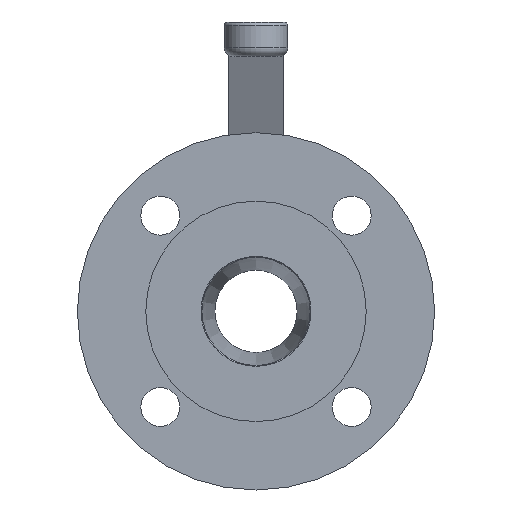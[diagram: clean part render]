
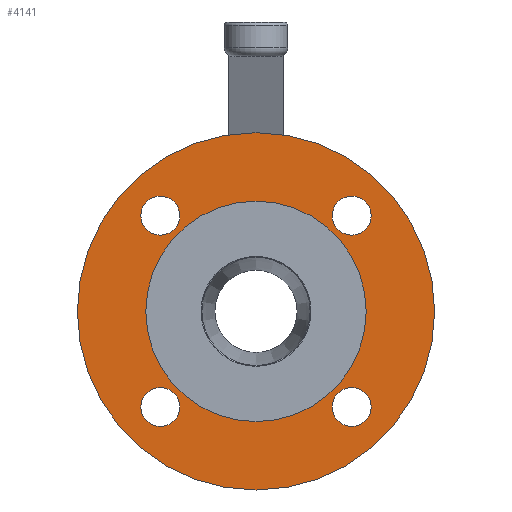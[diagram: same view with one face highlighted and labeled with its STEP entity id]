
A CAD part, front view. The second image highlights one B-rep face of the part: STEP entity #4141.
In plain terms, the highlighted planar face has unit normal (0, -1, 0).
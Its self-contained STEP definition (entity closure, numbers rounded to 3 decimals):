
#2035=CARTESIAN_POINT('',(-44.194,-79.14,-53.194));
#2036=VERTEX_POINT('',#2035);
#2037=CARTESIAN_POINT('',(-44.194,-79.14,-44.194));
#2038=DIRECTION('',(0.0,1.0,0.0));
#2039=DIRECTION('',(0.0,0.0,1.0));
#2040=AXIS2_PLACEMENT_3D('',#2037,#2038,#2039);
#2041=CIRCLE('',#2040,9.0);
#2042=EDGE_CURVE('',#2036,#2036,#2041,.T.);
#2063=CARTESIAN_POINT('',(53.194,-79.14,-44.194));
#2064=VERTEX_POINT('',#2063);
#2065=CARTESIAN_POINT('',(44.194,-79.14,-44.194));
#2066=DIRECTION('',(0.0,1.0,0.0));
#2067=DIRECTION('',(-1.0,0.0,0.0));
#2068=AXIS2_PLACEMENT_3D('',#2065,#2066,#2067);
#2069=CIRCLE('',#2068,9.0);
#2070=EDGE_CURVE('',#2064,#2064,#2069,.T.);
#2091=CARTESIAN_POINT('',(44.194,-79.14,53.194));
#2092=VERTEX_POINT('',#2091);
#2093=CARTESIAN_POINT('',(44.194,-79.14,44.194));
#2094=DIRECTION('',(0.0,1.0,0.0));
#2095=DIRECTION('',(0.0,0.0,-1.0));
#2096=AXIS2_PLACEMENT_3D('',#2093,#2094,#2095);
#2097=CIRCLE('',#2096,9.0);
#2098=EDGE_CURVE('',#2092,#2092,#2097,.T.);
#2119=CARTESIAN_POINT('',(-53.194,-79.14,44.194));
#2120=VERTEX_POINT('',#2119);
#2121=CARTESIAN_POINT('',(-44.194,-79.14,44.194));
#2122=DIRECTION('',(0.0,1.0,0.0));
#2123=DIRECTION('',(1.0,0.0,0.0));
#2124=AXIS2_PLACEMENT_3D('',#2121,#2122,#2123);
#2125=CIRCLE('',#2124,9.0);
#2126=EDGE_CURVE('',#2120,#2120,#2125,.T.);
#4095=CARTESIAN_POINT('',(0.0,-79.14,50.9));
#4096=VERTEX_POINT('',#4095);
#4097=CARTESIAN_POINT('',(0.0,-79.14,0.0));
#4098=DIRECTION('',(0.0,1.0,0.0));
#4099=DIRECTION('',(0.0,0.0,1.0));
#4100=AXIS2_PLACEMENT_3D('',#4097,#4098,#4099);
#4101=CIRCLE('',#4100,50.9);
#4102=EDGE_CURVE('',#4096,#4096,#4101,.T.);
#4110=CARTESIAN_POINT('',(0.0,-79.14,66.7));
#4111=DIRECTION('',(0.0,-1.0,0.0));
#4112=DIRECTION('',(0.0,0.0,-1.0));
#4113=AXIS2_PLACEMENT_3D('',#4110,#4111,#4112);
#4114=PLANE('',#4113);
#4115=CARTESIAN_POINT('',(0.0,-79.14,82.5));
#4116=VERTEX_POINT('',#4115);
#4117=CARTESIAN_POINT('',(0.0,-79.14,0.0));
#4118=DIRECTION('',(0.0,1.0,0.0));
#4119=DIRECTION('',(0.0,0.0,1.0));
#4120=AXIS2_PLACEMENT_3D('',#4117,#4118,#4119);
#4121=CIRCLE('',#4120,82.5);
#4122=EDGE_CURVE('',#4116,#4116,#4121,.T.);
#4123=ORIENTED_EDGE('',*,*,#4122,.F.);
#4124=EDGE_LOOP('',(#4123));
#4125=FACE_OUTER_BOUND('',#4124,.T.);
#4126=ORIENTED_EDGE('',*,*,#2042,.T.);
#4127=EDGE_LOOP('',(#4126));
#4128=FACE_BOUND('',#4127,.T.);
#4129=ORIENTED_EDGE('',*,*,#2070,.T.);
#4130=EDGE_LOOP('',(#4129));
#4131=FACE_BOUND('',#4130,.T.);
#4132=ORIENTED_EDGE('',*,*,#2098,.T.);
#4133=EDGE_LOOP('',(#4132));
#4134=FACE_BOUND('',#4133,.T.);
#4135=ORIENTED_EDGE('',*,*,#2126,.T.);
#4136=EDGE_LOOP('',(#4135));
#4137=FACE_BOUND('',#4136,.T.);
#4138=ORIENTED_EDGE('',*,*,#4102,.T.);
#4139=EDGE_LOOP('',(#4138));
#4140=FACE_BOUND('',#4139,.T.);
#4141=ADVANCED_FACE('',(#4125,#4128,#4131,#4134,#4137,#4140),#4114,.T.);
